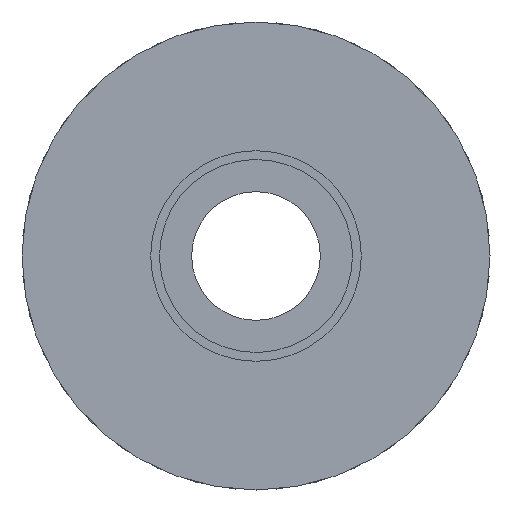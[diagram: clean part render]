
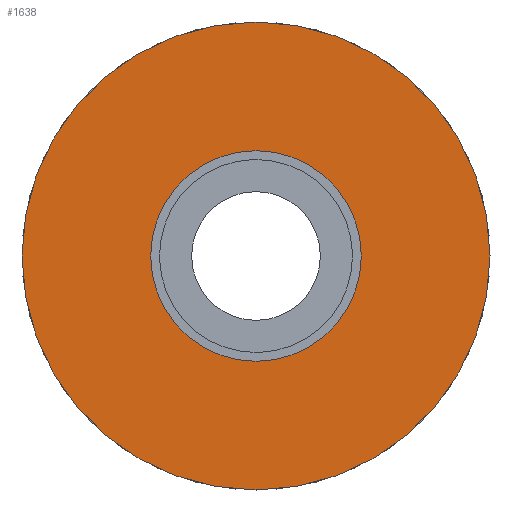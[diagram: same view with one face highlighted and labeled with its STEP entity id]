
A CAD part, front view. The second image highlights one B-rep face of the part: STEP entity #1638.
In plain terms, the highlighted planar face has unit normal (0, -1, 0).
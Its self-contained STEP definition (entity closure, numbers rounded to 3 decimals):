
#31 = DIRECTION ( 'NONE',  ( -1., 0., 0. ) ) ;
#32 = ORIENTED_EDGE ( 'NONE', *, *, #945, .T. ) ;
#67 = DIRECTION ( 'NONE',  ( 0., 1., 0. ) ) ;
#227 = DIRECTION ( 'NONE',  ( -1., 0., 0. ) ) ;
#458 = ORIENTED_EDGE ( 'NONE', *, *, #1476, .F. ) ;
#476 = VERTEX_POINT ( 'NONE', #1766 ) ;
#494 = DIRECTION ( 'NONE',  ( 0., 1., 0. ) ) ;
#504 = EDGE_LOOP ( 'NONE', ( #1870, #32 ) ) ;
#679 = CARTESIAN_POINT ( 'NONE',  ( 0., -74.035, 0. ) ) ;
#759 = VERTEX_POINT ( 'NONE', #1574 ) ;
#782 = DIRECTION ( 'NONE',  ( 0., 1., 0. ) ) ;
#796 = AXIS2_PLACEMENT_3D ( 'NONE', #2025, #782, #1227 ) ;
#945 = EDGE_CURVE ( 'NONE', #759, #1566, #1003, .T. ) ;
#974 = CARTESIAN_POINT ( 'NONE',  ( 0., -74.035, 0. ) ) ;
#989 = DIRECTION ( 'NONE',  ( 0., 1., 0. ) ) ;
#1003 = CIRCLE ( 'NONE', #1212, 18. ) ;
#1031 = CIRCLE ( 'NONE', #796, 40. ) ;
#1156 = DIRECTION ( 'NONE',  ( -1., 0., 0. ) ) ;
#1170 = PLANE ( 'NONE',  #1439 ) ;
#1178 = ORIENTED_EDGE ( 'NONE', *, *, #1824, .F. ) ;
#1212 = AXIS2_PLACEMENT_3D ( 'NONE', #974, #494, #1156 ) ;
#1227 = DIRECTION ( 'NONE',  ( -1., 0., 0. ) ) ;
#1307 = CARTESIAN_POINT ( 'NONE',  ( -18., -74.035, 0. ) ) ;
#1312 = FACE_BOUND ( 'NONE', #504, .T. ) ;
#1332 = CARTESIAN_POINT ( 'NONE',  ( 18., -74.035, 0. ) ) ;
#1344 = CARTESIAN_POINT ( 'NONE',  ( 0., -74.035, 0. ) ) ;
#1379 = AXIS2_PLACEMENT_3D ( 'NONE', #679, #989, #31 ) ;
#1384 = EDGE_LOOP ( 'NONE', ( #458, #1178 ) ) ;
#1392 = FACE_OUTER_BOUND ( 'NONE', #1384, .T. ) ;
#1398 = VERTEX_POINT ( 'NONE', #1837 ) ;
#1439 = AXIS2_PLACEMENT_3D ( 'NONE', #1332, #1502, #1963 ) ;
#1456 = CIRCLE ( 'NONE', #1895, 40. ) ;
#1476 = EDGE_CURVE ( 'NONE', #1398, #476, #1031, .T. ) ;
#1502 = DIRECTION ( 'NONE',  ( 0., 1., 0. ) ) ;
#1566 = VERTEX_POINT ( 'NONE', #1307 ) ;
#1574 = CARTESIAN_POINT ( 'NONE',  ( 18., -74.035, 0. ) ) ;
#1638 = ADVANCED_FACE ( 'NONE', ( #1392, #1312 ), #1170, .F. ) ;
#1660 = EDGE_CURVE ( 'NONE', #1566, #759, #1966, .T. ) ;
#1766 = CARTESIAN_POINT ( 'NONE',  ( 40., -74.035, 0. ) ) ;
#1824 = EDGE_CURVE ( 'NONE', #476, #1398, #1456, .T. ) ;
#1837 = CARTESIAN_POINT ( 'NONE',  ( -40., -74.035, 0. ) ) ;
#1870 = ORIENTED_EDGE ( 'NONE', *, *, #1660, .T. ) ;
#1895 = AXIS2_PLACEMENT_3D ( 'NONE', #1344, #67, #227 ) ;
#1963 = DIRECTION ( 'NONE',  ( -1., 0., 0. ) ) ;
#1966 = CIRCLE ( 'NONE', #1379, 18. ) ;
#2025 = CARTESIAN_POINT ( 'NONE',  ( 0., -74.035, 0. ) ) ;
